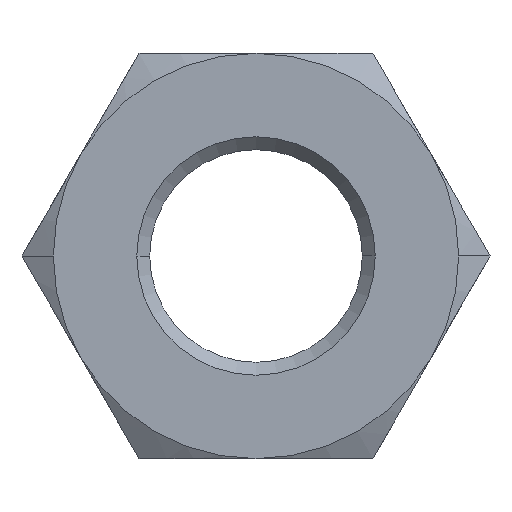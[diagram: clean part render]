
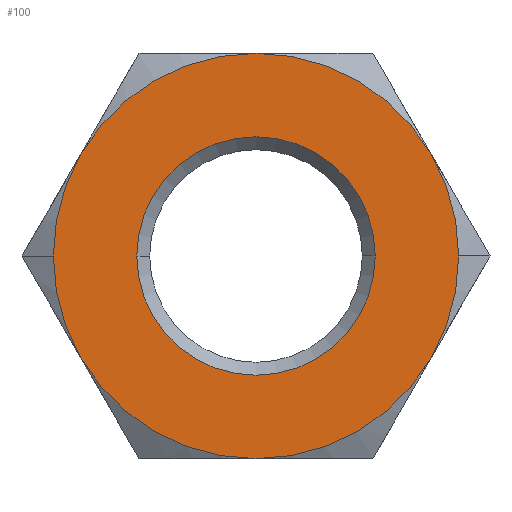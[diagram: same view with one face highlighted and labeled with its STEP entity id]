
A CAD part, front view. The second image highlights one B-rep face of the part: STEP entity #100.
In plain terms, the highlighted planar face has unit normal (0, -1, 0).
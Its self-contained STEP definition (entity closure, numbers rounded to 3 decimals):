
#100=ADVANCED_FACE('',(#201,#202),#203,.T.);
#201=FACE_OUTER_BOUND('',#300,.T.);
#202=FACE_BOUND('',#301,.T.);
#203=PLANE('',#302);
#300=EDGE_LOOP('',(#497,#498,#499,#500,#501,#502,#503,#504));
#301=EDGE_LOOP('',(#505,#506));
#302=AXIS2_PLACEMENT_3D('',#507,#508,#509);
#497=ORIENTED_EDGE('',*,*,#620,.F.);
#498=ORIENTED_EDGE('',*,*,#601,.F.);
#499=ORIENTED_EDGE('',*,*,#605,.F.);
#500=ORIENTED_EDGE('',*,*,#608,.F.);
#501=ORIENTED_EDGE('',*,*,#598,.F.);
#502=ORIENTED_EDGE('',*,*,#613,.F.);
#503=ORIENTED_EDGE('',*,*,#617,.F.);
#504=ORIENTED_EDGE('',*,*,#593,.F.);
#505=ORIENTED_EDGE('',*,*,#650,.T.);
#506=ORIENTED_EDGE('',*,*,#572,.T.);
#507=CARTESIAN_POINT('',(6.75,0.0,0.0));
#508=DIRECTION('',(-0.0,-1.0,-0.0));
#509=DIRECTION('',(-1.0,0.0,0.0));
#572=EDGE_CURVE('',#668,#665,#669,.T.);
#593=EDGE_CURVE('',#700,#703,#704,.T.);
#598=EDGE_CURVE('',#710,#708,#712,.T.);
#601=EDGE_CURVE('',#715,#717,#718,.T.);
#605=EDGE_CURVE('',#722,#715,#724,.T.);
#608=EDGE_CURVE('',#708,#722,#727,.T.);
#613=EDGE_CURVE('',#732,#710,#734,.T.);
#617=EDGE_CURVE('',#703,#732,#739,.T.);
#620=EDGE_CURVE('',#717,#700,#742,.T.);
#650=EDGE_CURVE('',#665,#668,#780,.T.);
#665=VERTEX_POINT('',#795);
#668=VERTEX_POINT('',#799);
#669=CIRCLE('',#800,5.0);
#700=VERTEX_POINT('',#860);
#703=VERTEX_POINT('',#864);
#704=CIRCLE('',#865,8.5);
#708=VERTEX_POINT('',#880);
#710=VERTEX_POINT('',#883);
#712=CIRCLE('',#896,8.5);
#715=VERTEX_POINT('',#899);
#717=VERTEX_POINT('',#912);
#718=CIRCLE('',#913,8.5);
#722=VERTEX_POINT('',#928);
#724=CIRCLE('',#941,8.5);
#727=CIRCLE('',#955,8.5);
#732=VERTEX_POINT('',#982);
#734=CIRCLE('',#995,8.5);
#739=CIRCLE('',#1022,8.5);
#742=CIRCLE('',#1036,8.5);
#780=CIRCLE('',#1184,5.0);
#795=CARTESIAN_POINT('',(5.0,0.0,0.0));
#799=CARTESIAN_POINT('',(-5.0,0.0,0.));
#800=AXIS2_PLACEMENT_3D('',#1205,#1206,#1207);
#860=CARTESIAN_POINT('',(8.5,0.0,0.));
#864=CARTESIAN_POINT('',(7.361,0.0,-4.25));
#865=AXIS2_PLACEMENT_3D('',#1231,#1232,#1233);
#880=CARTESIAN_POINT('',(-8.5,0.0,0.));
#883=CARTESIAN_POINT('',(-7.361,0.0,-4.25));
#896=AXIS2_PLACEMENT_3D('',#1235,#1236,#1237);
#899=CARTESIAN_POINT('',(0.,0.0,8.5));
#912=CARTESIAN_POINT('',(7.361,0.0,4.25));
#913=AXIS2_PLACEMENT_3D('',#1238,#1239,#1240);
#928=CARTESIAN_POINT('',(-7.361,0.0,4.25));
#941=AXIS2_PLACEMENT_3D('',#1241,#1242,#1243);
#955=AXIS2_PLACEMENT_3D('',#1244,#1245,#1246);
#982=CARTESIAN_POINT('',(0.0,0.0,-8.5));
#995=AXIS2_PLACEMENT_3D('',#1247,#1248,#1249);
#1022=AXIS2_PLACEMENT_3D('',#1250,#1251,#1252);
#1036=AXIS2_PLACEMENT_3D('',#1253,#1254,#1255);
#1184=AXIS2_PLACEMENT_3D('',#1283,#1284,#1285);
#1205=CARTESIAN_POINT('',(0.0,0.0,0.0));
#1206=DIRECTION('',(-0.0,1.0,0.0));
#1207=DIRECTION('',(1.0,0.0,0.0));
#1231=CARTESIAN_POINT('',(0.0,0.0,0.0));
#1232=DIRECTION('',(-0.0,1.0,0.0));
#1233=DIRECTION('',(1.0,0.0,0.0));
#1235=CARTESIAN_POINT('',(0.0,0.0,0.0));
#1236=DIRECTION('',(-0.0,1.0,0.0));
#1237=DIRECTION('',(1.0,0.0,0.0));
#1238=CARTESIAN_POINT('',(0.0,0.0,0.0));
#1239=DIRECTION('',(-0.0,1.0,0.0));
#1240=DIRECTION('',(1.0,0.0,0.0));
#1241=CARTESIAN_POINT('',(0.0,0.0,0.0));
#1242=DIRECTION('',(-0.0,1.0,0.0));
#1243=DIRECTION('',(1.0,0.0,0.0));
#1244=CARTESIAN_POINT('',(0.0,0.0,0.0));
#1245=DIRECTION('',(-0.0,1.0,0.0));
#1246=DIRECTION('',(1.0,0.0,0.0));
#1247=CARTESIAN_POINT('',(0.0,0.0,0.0));
#1248=DIRECTION('',(-0.0,1.0,0.0));
#1249=DIRECTION('',(1.0,0.0,0.0));
#1250=CARTESIAN_POINT('',(0.0,0.0,0.0));
#1251=DIRECTION('',(-0.0,1.0,0.0));
#1252=DIRECTION('',(1.0,0.0,0.0));
#1253=CARTESIAN_POINT('',(0.0,0.0,0.0));
#1254=DIRECTION('',(-0.0,1.0,0.0));
#1255=DIRECTION('',(1.0,0.0,0.0));
#1283=CARTESIAN_POINT('',(0.0,0.0,0.0));
#1284=DIRECTION('',(-0.0,1.0,0.0));
#1285=DIRECTION('',(1.0,0.0,0.0));
